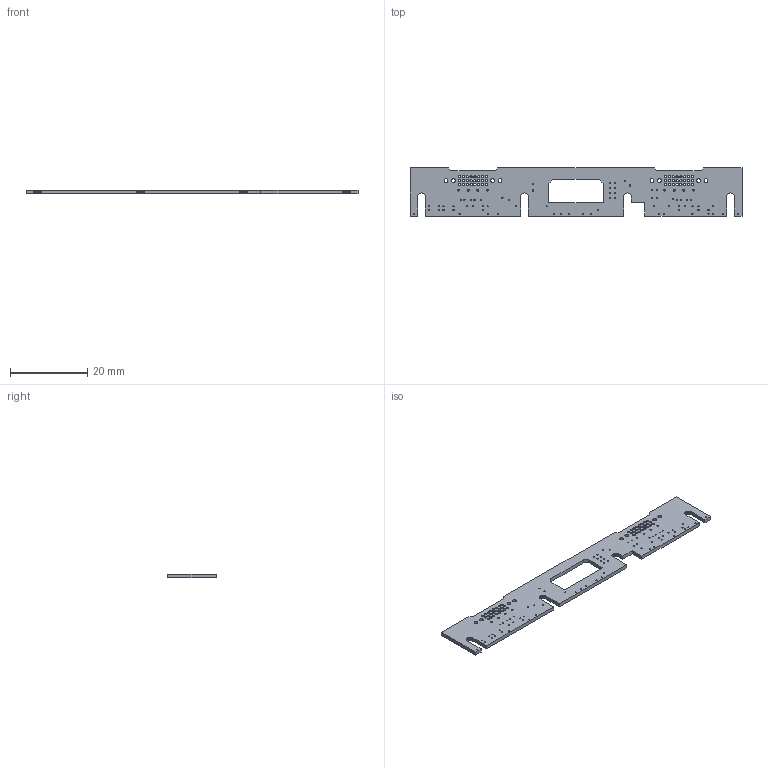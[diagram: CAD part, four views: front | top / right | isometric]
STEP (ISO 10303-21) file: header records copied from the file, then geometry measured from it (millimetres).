
FILE_DESCRIPTION(('FreeCAD Model'),'2;1');
FILE_NAME('SMD.stp', '2019-07-12T18:39:45',('FreeCAD'),('FreeCAD'), 'Open CASCADE STEP processor 7.2','FreeCAD','Unknown');
FILE_SCHEMA(('AUTOMOTIVE_DESIGN { 1 0 10303 214 1 1 1 1 }'));
Length unit declared in the file: millimetre
Products named in the file (2): Open CASCADE STEP translator 7.2 2; Open CASCADE STEP translator 7.2 2.1
Assembly tree (1 placements, depth 2):
  Open CASCADE STEP translator 7.2 2
    Open CASCADE STEP translator 7.2 2.1
Bounding box: 86 x 12.5 x 1 mm (x, y, z)
Volume: 887.1 mm3; surface area: 2250.4 mm2
Topology: 1 solids, 1 shells, 366 faces, 1092 edges, 728 vertices
Faces by surface type: cylinder 268, plane 98
Entity records: 28810 total; most frequent: CARTESIAN_POINT 7722, DIRECTION 3878, ORIENTED_EDGE 2184, PCURVE 2184, DEFINITIONAL_REPRESENTATION 2184, LINE 2070, VECTOR 2070, EDGE_CURVE 1092
